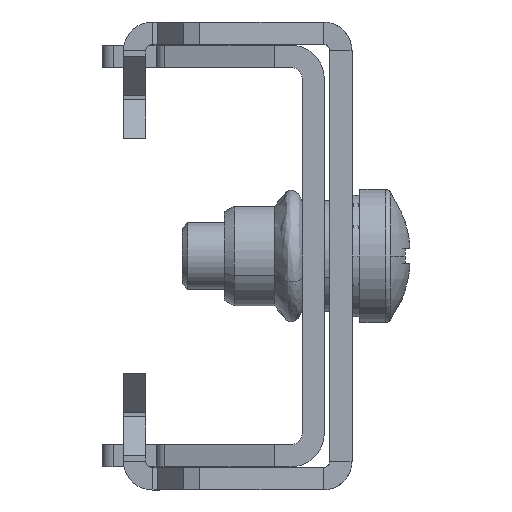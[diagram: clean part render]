
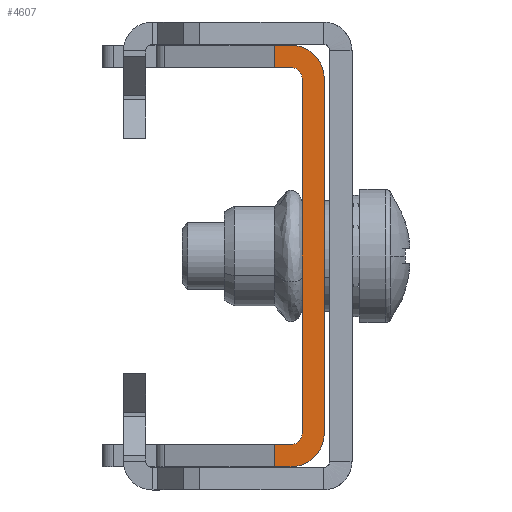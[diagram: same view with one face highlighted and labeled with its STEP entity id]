
A CAD part, left-side view. The second image highlights one B-rep face of the part: STEP entity #4607.
In plain terms, the highlighted planar face has unit normal (-1, 0, 0).
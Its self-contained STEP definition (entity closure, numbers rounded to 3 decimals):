
#73 = VECTOR ( 'NONE', #6584, 1000. ) ;
#97 = LINE ( 'NONE', #602, #11005 ) ;
#157 = AXIS2_PLACEMENT_3D ( 'NONE', #7697, #7672, #7580 ) ;
#205 = EDGE_CURVE ( 'NONE', #5071, #6875, #4786, .T. ) ;
#246 = EDGE_CURVE ( 'NONE', #10594, #3945, #11216, .T. ) ;
#254 = ORIENTED_EDGE ( 'NONE', *, *, #2280, .T. ) ;
#358 = DIRECTION ( 'NONE',  ( 0., 0., 1. ) ) ;
#386 = DIRECTION ( 'NONE',  ( 1., 0., 0. ) ) ;
#394 = CARTESIAN_POINT ( 'NONE',  ( -93.3, 1., -16. ) ) ;
#563 = ORIENTED_EDGE ( 'NONE', *, *, #6788, .T. ) ;
#602 = CARTESIAN_POINT ( 'NONE',  ( -93.3, 2.5, 19. ) ) ;
#776 = AXIS2_PLACEMENT_3D ( 'NONE', #2046, #2009, #1974 ) ;
#840 = DIRECTION ( 'NONE',  ( 0., -1., 0. ) ) ;
#1308 = VECTOR ( 'NONE', #3487, 1000. ) ;
#1581 = CIRCLE ( 'NONE', #8145, 1. ) ;
#1641 = LINE ( 'NONE', #6641, #3698 ) ;
#1674 = DIRECTION ( 'NONE',  ( 0., 0., -1. ) ) ;
#1677 = ORIENTED_EDGE ( 'NONE', *, *, #6952, .T. ) ;
#1786 = ORIENTED_EDGE ( 'NONE', *, *, #9214, .T. ) ;
#1790 = CARTESIAN_POINT ( 'NONE',  ( -93.3, 2.5, 19. ) ) ;
#1974 = DIRECTION ( 'NONE',  ( 0., 0., 1. ) ) ;
#2009 = DIRECTION ( 'NONE',  ( -1., 0., 0. ) ) ;
#2046 = CARTESIAN_POINT ( 'NONE',  ( -93.3, 1., -16. ) ) ;
#2280 = EDGE_CURVE ( 'NONE', #7689, #6797, #1581, .T. ) ;
#2366 = EDGE_CURVE ( 'NONE', #5116, #10888, #9650, .T. ) ;
#2402 = AXIS2_PLACEMENT_3D ( 'NONE', #7825, #6720, #6553 ) ;
#2484 = VERTEX_POINT ( 'NONE', #7530 ) ;
#2562 = VERTEX_POINT ( 'NONE', #4099 ) ;
#2888 = CARTESIAN_POINT ( 'NONE',  ( -93.3, 0., 16. ) ) ;
#3025 = ORIENTED_EDGE ( 'NONE', *, *, #9760, .T. ) ;
#3064 = FACE_OUTER_BOUND ( 'NONE', #6083, .T. ) ;
#3276 = CARTESIAN_POINT ( 'NONE',  ( -93.3, 2.5, -17. ) ) ;
#3405 = CIRCLE ( 'NONE', #6299, 1. ) ;
#3487 = DIRECTION ( 'NONE',  ( 0., -1., 0. ) ) ;
#3663 = CARTESIAN_POINT ( 'NONE',  ( -93.3, 0., -16. ) ) ;
#3698 = VECTOR ( 'NONE', #840, 1000. ) ;
#3945 = VERTEX_POINT ( 'NONE', #9559 ) ;
#4099 = CARTESIAN_POINT ( 'NONE',  ( -93.3, 1., -19. ) ) ;
#4205 = ORIENTED_EDGE ( 'NONE', *, *, #2366, .T. ) ;
#4252 = VECTOR ( 'NONE', #6898, 1000. ) ;
#4259 = CARTESIAN_POINT ( 'NONE',  ( -93.3, 1., 19. ) ) ;
#4607 = ADVANCED_FACE ( 'NONE', ( #3064 ), #6803, .T. ) ;
#4786 = LINE ( 'NONE', #6599, #73 ) ;
#5071 = VERTEX_POINT ( 'NONE', #4259 ) ;
#5116 = VERTEX_POINT ( 'NONE', #3276 ) ;
#5198 = CARTESIAN_POINT ( 'NONE',  ( -93.3, 2.5, 17. ) ) ;
#5970 = DIRECTION ( 'NONE',  ( 0., 0., 1. ) ) ;
#5980 = ORIENTED_EDGE ( 'NONE', *, *, #6366, .T. ) ;
#6050 = LINE ( 'NONE', #9641, #1308 ) ;
#6083 = EDGE_LOOP ( 'NONE', ( #4205, #3025, #5980, #9501, #10914, #8444, #10035, #563, #6919, #1677, #254, #1786 ) ) ;
#6142 = CARTESIAN_POINT ( 'NONE',  ( -93.3, 1., -17. ) ) ;
#6299 = AXIS2_PLACEMENT_3D ( 'NONE', #9889, #11174, #5970 ) ;
#6335 = CIRCLE ( 'NONE', #157, 3. ) ;
#6366 = EDGE_CURVE ( 'NONE', #2562, #10594, #10272, .T. ) ;
#6480 = DIRECTION ( 'NONE',  ( 0., 0., -1. ) ) ;
#6553 = DIRECTION ( 'NONE',  ( 0., 0., 1. ) ) ;
#6584 = DIRECTION ( 'NONE',  ( 0., 1., 0. ) ) ;
#6599 = CARTESIAN_POINT ( 'NONE',  ( -93.3, 1., 19. ) ) ;
#6641 = CARTESIAN_POINT ( 'NONE',  ( -93.3, 18., 17. ) ) ;
#6720 = DIRECTION ( 'NONE',  ( -1., 0., 0. ) ) ;
#6788 = EDGE_CURVE ( 'NONE', #10006, #10570, #1641, .T. ) ;
#6797 = VERTEX_POINT ( 'NONE', #6142 ) ;
#6803 = PLANE ( 'NONE',  #2402 ) ;
#6875 = VERTEX_POINT ( 'NONE', #1790 ) ;
#6898 = DIRECTION ( 'NONE',  ( 0., 0., 1. ) ) ;
#6919 = ORIENTED_EDGE ( 'NONE', *, *, #9842, .T. ) ;
#6939 = CARTESIAN_POINT ( 'NONE',  ( -93.3, -2., -16. ) ) ;
#6952 = EDGE_CURVE ( 'NONE', #2484, #7689, #9420, .T. ) ;
#7279 = EDGE_CURVE ( 'NONE', #6875, #10006, #97, .T. ) ;
#7517 = CARTESIAN_POINT ( 'NONE',  ( -93.3, -2., -16. ) ) ;
#7530 = CARTESIAN_POINT ( 'NONE',  ( -93.3, 0., 16. ) ) ;
#7580 = DIRECTION ( 'NONE',  ( 0., 0., 1. ) ) ;
#7672 = DIRECTION ( 'NONE',  ( -1., 0., 0. ) ) ;
#7689 = VERTEX_POINT ( 'NONE', #3663 ) ;
#7697 = CARTESIAN_POINT ( 'NONE',  ( -93.3, 1., 16. ) ) ;
#7825 = CARTESIAN_POINT ( 'NONE',  ( -93.3, 1., 16. ) ) ;
#7826 = DIRECTION ( 'NONE',  ( 0., 1., 0. ) ) ;
#7937 = CARTESIAN_POINT ( 'NONE',  ( -93.3, 1., -17. ) ) ;
#8145 = AXIS2_PLACEMENT_3D ( 'NONE', #394, #386, #358 ) ;
#8150 = VECTOR ( 'NONE', #7826, 1000. ) ;
#8444 = ORIENTED_EDGE ( 'NONE', *, *, #205, .T. ) ;
#9210 = EDGE_CURVE ( 'NONE', #3945, #5071, #6335, .T. ) ;
#9214 = EDGE_CURVE ( 'NONE', #6797, #5116, #10496, .T. ) ;
#9287 = CARTESIAN_POINT ( 'NONE',  ( -93.3, 1., 17. ) ) ;
#9420 = LINE ( 'NONE', #2888, #11345 ) ;
#9501 = ORIENTED_EDGE ( 'NONE', *, *, #246, .T. ) ;
#9559 = CARTESIAN_POINT ( 'NONE',  ( -93.3, -2., 16. ) ) ;
#9602 = CARTESIAN_POINT ( 'NONE',  ( -93.3, 2.5, -19. ) ) ;
#9641 = CARTESIAN_POINT ( 'NONE',  ( -93.3, 18., -19. ) ) ;
#9650 = LINE ( 'NONE', #10457, #9921 ) ;
#9760 = EDGE_CURVE ( 'NONE', #10888, #2562, #6050, .T. ) ;
#9842 = EDGE_CURVE ( 'NONE', #10570, #2484, #3405, .T. ) ;
#9889 = CARTESIAN_POINT ( 'NONE',  ( -93.3, 1., 16. ) ) ;
#9921 = VECTOR ( 'NONE', #10280, 1000. ) ;
#10006 = VERTEX_POINT ( 'NONE', #5198 ) ;
#10035 = ORIENTED_EDGE ( 'NONE', *, *, #7279, .T. ) ;
#10272 = CIRCLE ( 'NONE', #776, 3. ) ;
#10280 = DIRECTION ( 'NONE',  ( 0., 0., -1. ) ) ;
#10457 = CARTESIAN_POINT ( 'NONE',  ( -93.3, 2.5, 19. ) ) ;
#10496 = LINE ( 'NONE', #7937, #8150 ) ;
#10570 = VERTEX_POINT ( 'NONE', #9287 ) ;
#10594 = VERTEX_POINT ( 'NONE', #7517 ) ;
#10888 = VERTEX_POINT ( 'NONE', #9602 ) ;
#10914 = ORIENTED_EDGE ( 'NONE', *, *, #9210, .T. ) ;
#11005 = VECTOR ( 'NONE', #1674, 1000. ) ;
#11174 = DIRECTION ( 'NONE',  ( 1., 0., 0. ) ) ;
#11216 = LINE ( 'NONE', #6939, #4252 ) ;
#11345 = VECTOR ( 'NONE', #6480, 1000. ) ;
